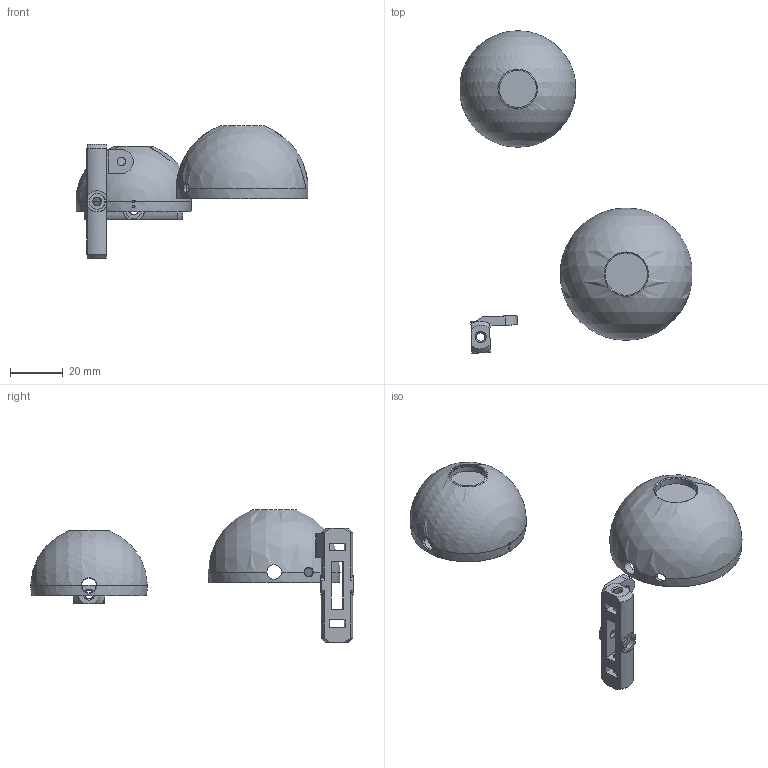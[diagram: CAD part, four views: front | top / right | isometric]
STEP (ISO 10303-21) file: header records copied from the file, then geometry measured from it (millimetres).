
FILE_DESCRIPTION(('Creo Elements/Direct Modeling STEP Export'),'2;1');
FILE_NAME('eye.stp','2016-09-21T17:45:23',(''),(''),'Creo Elements/Direct Modeling STEP processor for AP214 (Solid Model)','Creo Elements/Direct Modeling 18.1C 24-Feb-2013 (C) Parametric Technology GmbH','');
FILE_SCHEMA(('AUTOMOTIVE_DESIGN { 1 0 10303 214 1 1 1 1 }'));
Length unit declared in the file: millimetre
Products named in the file (13): EYE-SHELL.prt; EYE-SHELL.step; PIVOT-BEAM.prt; PIVOT-BEAM.step; shell; eye_shell; p1.1; p2.1; p4; p5; p5.1; eye_shell.1; pivot_beam
Assembly tree (8 placements, depth 2):
  EYE-SHELL.step
    EYE-SHELL.prt
  PIVOT-BEAM.step
    PIVOT-BEAM.prt
  eye_shell
    shell
  eye_shell.1
    p5.1
    p5
    p4
    p2.1
    p1.1
  pivot_beam
Bounding box: 87.68 x 121.85 x 50.06 mm (x, y, z)
Volume: 26458.6 mm3; surface area: 29750.8 mm2
Topology: 9 solids, 9 shells, 270 faces, 718 edges, 461 vertices
Faces by surface type: plane 122, cylinder 102, cone 26, sphere 19, bspline 1
Entity records: 11459 total; most frequent: CARTESIAN_POINT 4742, ORIENTED_EDGE 1404, DIRECTION 1203, EDGE_CURVE 702, VERTEX_POINT 461, AXIS2_PLACEMENT_3D 423, VECTOR 357, LINE 357
